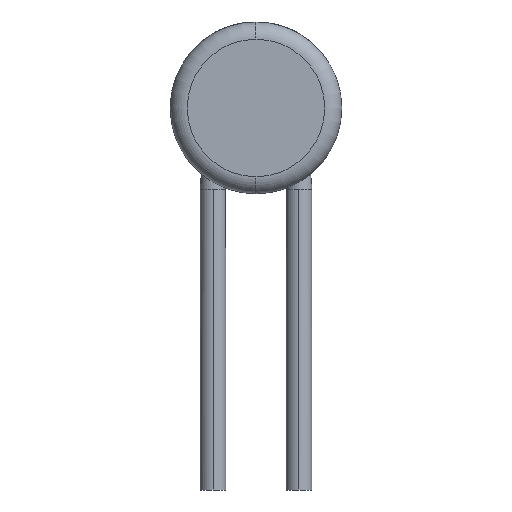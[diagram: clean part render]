
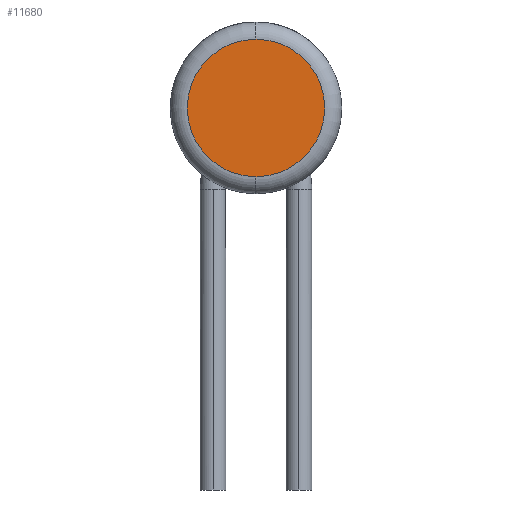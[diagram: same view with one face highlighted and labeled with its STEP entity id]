
A CAD part, left-side view. The second image highlights one B-rep face of the part: STEP entity #11680.
In plain terms, the highlighted planar face has unit normal (-1, 0, 0).
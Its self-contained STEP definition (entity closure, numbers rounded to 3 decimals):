
#56 = CARTESIAN_POINT ( 'NONE',  ( -6., 0., 0.8 ) ) ;
#228 = CARTESIAN_POINT ( 'NONE',  ( -6., 0., 0. ) ) ;
#1319 = DIRECTION ( 'NONE',  ( 0., 0., -1. ) ) ;
#3134 = AXIS2_PLACEMENT_3D ( 'NONE', #10788, #5430, #1319 ) ;
#3756 = AXIS2_PLACEMENT_3D ( 'NONE', #228, #8782, #12835 ) ;
#4229 = VERTEX_POINT ( 'NONE', #56 ) ;
#4384 = EDGE_LOOP ( 'NONE', ( #11081, #9798 ) ) ;
#4610 = AXIS2_PLACEMENT_3D ( 'NONE', #11820, #6359, #10651 ) ;
#4887 = CIRCLE ( 'NONE', #3756, 0.8 ) ;
#5359 = PLANE ( 'NONE',  #3134 ) ;
#5430 = DIRECTION ( 'NONE',  ( 1., 0., 0. ) ) ;
#6359 = DIRECTION ( 'NONE',  ( -1., 0., 0. ) ) ;
#8782 = DIRECTION ( 'NONE',  ( -1., 0., 0. ) ) ;
#9011 = EDGE_CURVE ( 'NONE', #11622, #4229, #13634, .T. ) ;
#9798 = ORIENTED_EDGE ( 'NONE', *, *, #9011, .T. ) ;
#10651 = DIRECTION ( 'NONE',  ( 0., 0., 1. ) ) ;
#10788 = CARTESIAN_POINT ( 'NONE',  ( -6., 0., 0. ) ) ;
#11081 = ORIENTED_EDGE ( 'NONE', *, *, #12288, .T. ) ;
#11622 = VERTEX_POINT ( 'NONE', #12036 ) ;
#11680 = ADVANCED_FACE ( 'NONE', ( #11972 ), #5359, .F. ) ;
#11820 = CARTESIAN_POINT ( 'NONE',  ( -6., 0., 0. ) ) ;
#11972 = FACE_OUTER_BOUND ( 'NONE', #4384, .T. ) ;
#12036 = CARTESIAN_POINT ( 'NONE',  ( -6., 0., -0.8 ) ) ;
#12288 = EDGE_CURVE ( 'NONE', #4229, #11622, #4887, .T. ) ;
#12835 = DIRECTION ( 'NONE',  ( 0., 0., 1. ) ) ;
#13634 = CIRCLE ( 'NONE', #4610, 0.8 ) ;
